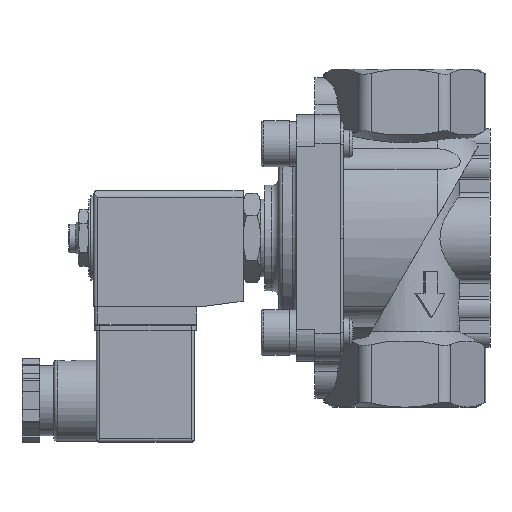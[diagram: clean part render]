
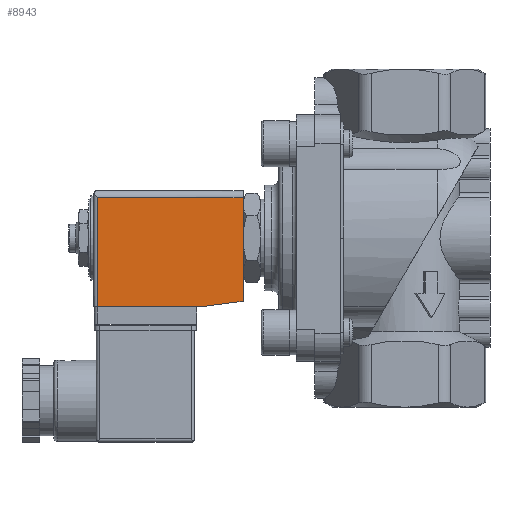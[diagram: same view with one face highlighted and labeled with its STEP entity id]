
A CAD part, left-side view. The second image highlights one B-rep face of the part: STEP entity #8943.
In plain terms, the highlighted planar face has unit normal (-1, 0, 0).
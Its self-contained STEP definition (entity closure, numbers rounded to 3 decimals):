
#188=PLANE('',#11430);
#2294=ORIENTED_EDGE('',*,*,#4162,.T.);
#2295=ORIENTED_EDGE('',*,*,#4163,.F.);
#2296=ORIENTED_EDGE('',*,*,#4164,.F.);
#2297=ORIENTED_EDGE('',*,*,#4165,.F.);
#2298=ORIENTED_EDGE('',*,*,#4166,.T.);
#4162=EDGE_CURVE('',#5229,#5230,#5917,.T.);
#4163=EDGE_CURVE('',#5231,#5230,#5918,.T.);
#4164=EDGE_CURVE('',#5232,#5231,#5919,.T.);
#4165=EDGE_CURVE('',#5233,#5232,#5920,.T.);
#4166=EDGE_CURVE('',#5233,#5229,#5921,.F.);
#5229=VERTEX_POINT('',#16359);
#5230=VERTEX_POINT('',#16360);
#5231=VERTEX_POINT('',#16362);
#5232=VERTEX_POINT('',#16364);
#5233=VERTEX_POINT('',#16366);
#5917=LINE('',#16358,#6692);
#5918=LINE('',#16361,#6693);
#5919=LINE('',#16363,#6694);
#5920=LINE('',#16365,#6695);
#5921=LINE('',#16367,#6696);
#6692=VECTOR('',#13189,1000.);
#6693=VECTOR('',#13190,1000.);
#6694=VECTOR('',#13191,1000.);
#6695=VECTOR('',#13192,1000.);
#6696=VECTOR('',#13193,1000.);
#7530=EDGE_LOOP('',(#2294,#2295,#2296,#2297,#2298));
#8214=FACE_BOUND('',#7530,.T.);
#8943=ADVANCED_FACE('',(#8214),#188,.F.);
#11430=AXIS2_PLACEMENT_3D('',#16357,#13187,#13188);
#13187=DIRECTION('',(1.,0.,0.));
#13188=DIRECTION('',(0.,0.,-1.));
#13189=DIRECTION('',(0.,0.,-1.));
#13190=DIRECTION('',(0.,1.,0.));
#13191=DIRECTION('',(0.,0.992,-0.129));
#13192=DIRECTION('',(0.,0.,-1.));
#13193=DIRECTION('',(0.,-1.,0.));
#16357=CARTESIAN_POINT('',(-15.,41.4,12.5));
#16358=CARTESIAN_POINT('',(-15.,41.4,20.));
#16359=CARTESIAN_POINT('',(-15.,41.4,11.5));
#16360=CARTESIAN_POINT('',(-15.,41.4,-19.5));
#16361=CARTESIAN_POINT('',(-15.,12.1,-19.5));
#16362=CARTESIAN_POINT('',(-15.,12.1,-19.5));
#16363=CARTESIAN_POINT('',(-15.,0.,-17.93));
#16364=CARTESIAN_POINT('',(-15.,0.,-17.93));
#16365=CARTESIAN_POINT('',(-15.,0.,13.5));
#16366=CARTESIAN_POINT('',(-15.,0.,11.5));
#16367=CARTESIAN_POINT('',(-15.,44.,11.5));
